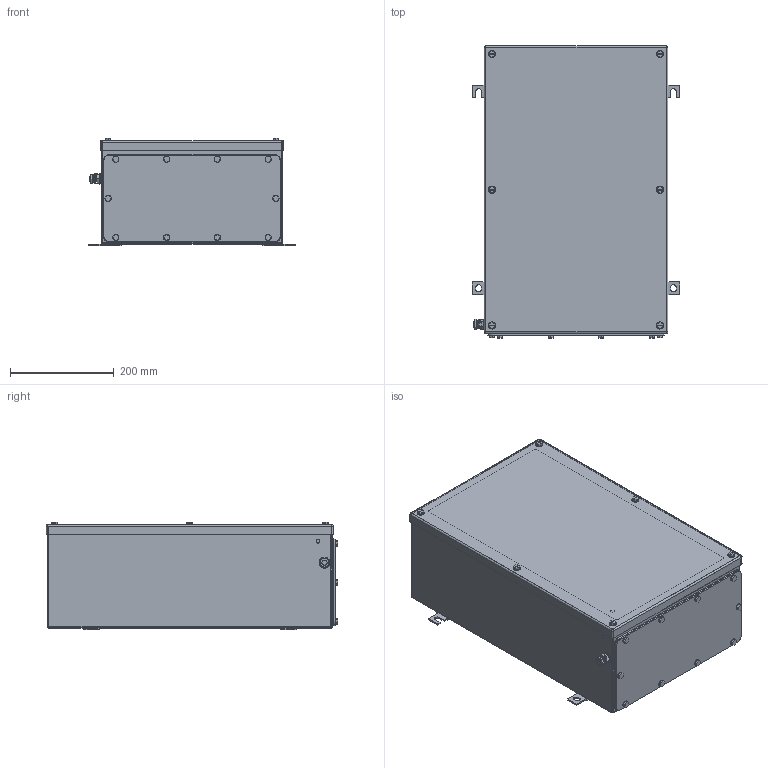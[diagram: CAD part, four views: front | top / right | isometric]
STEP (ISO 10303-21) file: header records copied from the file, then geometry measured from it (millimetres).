
FILE_DESCRIPTION(('CATIA V5 STEP Exchange','CAx-IF Rec.Pracs.--- Model Styling and Organization---1.4--- 2014-01-23'),'2;1');
FILE_NAME ('008675-4_4_1196360000_1196360000.stp','2019-09-25T07:59:56+00:00',('none'),('Weidmueller'),'CATIA Version 5-6 Release 2016 SP3 HF44','CATIA V5 STEP AP214','none');
FILE_SCHEMA(('AUTOMOTIVE_DESIGN { 1 0 10303 214 1 1 1 1 }'));
Length unit declared in the file: millimetre
Products named in the file (1): ZUB_KTB_FS_553520_1GP
Bounding box: 401 x 563.5 x 208.5 mm (x, y, z)
Volume: 1524780.1 mm3; surface area: 1818256.1 mm2
Topology: 62 solids, 62 shells, 1316 faces, 3052 edges, 1910 vertices
Faces by surface type: cylinder 594, plane 508, cone 192, sphere 16, torus 6
Entity records: 35391 total; most frequent: CARTESIAN_POINT 7134, ORIENTED_EDGE 5984, DIRECTION 4775, EDGE_CURVE 2992, AXIS2_PLACEMENT_3D 2216, VERTEX_POINT 1910, VECTOR 1586, LINE 1586
